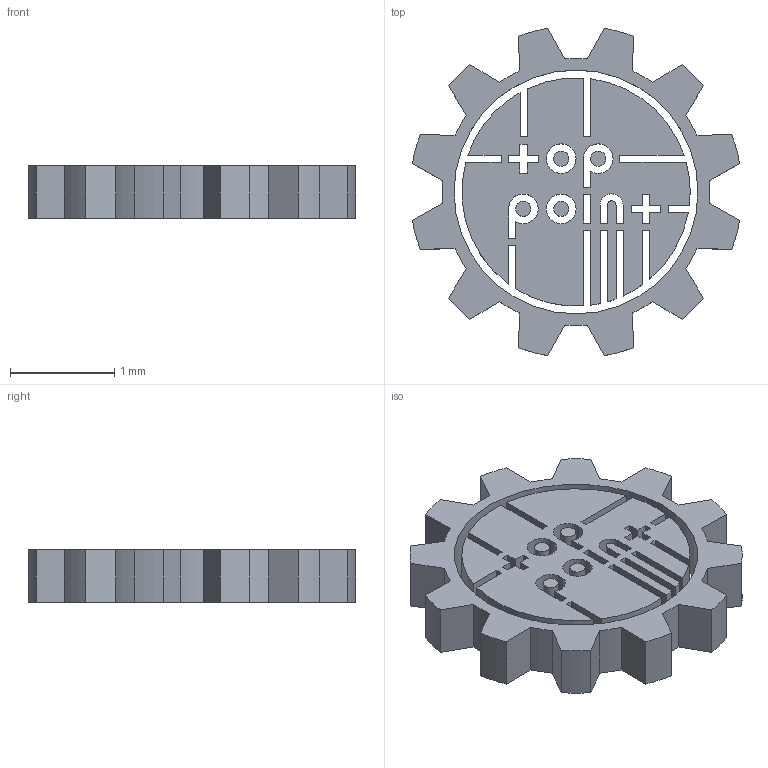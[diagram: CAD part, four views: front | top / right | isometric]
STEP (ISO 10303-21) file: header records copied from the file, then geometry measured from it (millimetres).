
FILE_DESCRIPTION(/* description */ ('','CAx-IF Rec.Pracs.---Representation and Presentation of Product Manufacturing Information (PMI)---3.8---2014-02-18'),/* implementation_level */ '2;1');
FILE_SCHEMA (('AP242_MANAGED_MODEL_BASED_3D_ENGINEERING_MIM_LF { 1 0 10303 442 1 1 4 }'));
Length unit declared in the file: millimetre
Products named in the file (3): 06-031-01-BasisAussenring; 06-031-01-BasisInnenzeug; 06-030-01-Basislogo-KPL
Assembly tree (2 placements, depth 2):
  06-030-01-Basislogo-KPL
    06-031-01-BasisAussenring
    06-031-01-BasisInnenzeug
Bounding box: 3.14 x 3.14 x 0.5 mm (x, y, z)
Volume: 2.7 mm3; surface area: 35.1 mm2
Topology: 6 solids, 6 shells, 151 faces, 417 edges, 278 vertices
Faces by surface type: plane 106, cylinder 45
Full cylindrical faces by diameter (mm): 0.145 x4, 0.284 x2, 2.34 x1
Entity records: 4863 total; most frequent: CARTESIAN_POINT 844, ORIENTED_EDGE 820, DIRECTION 812, EDGE_CURVE 410, LINE 320, VECTOR 320, VERTEX_POINT 278, AXIS2_PLACEMENT_3D 246
